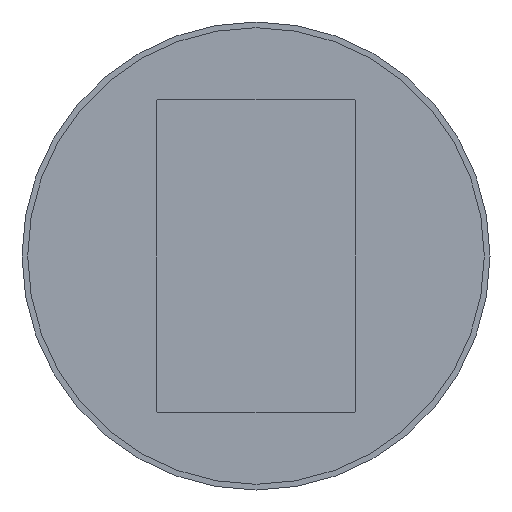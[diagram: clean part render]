
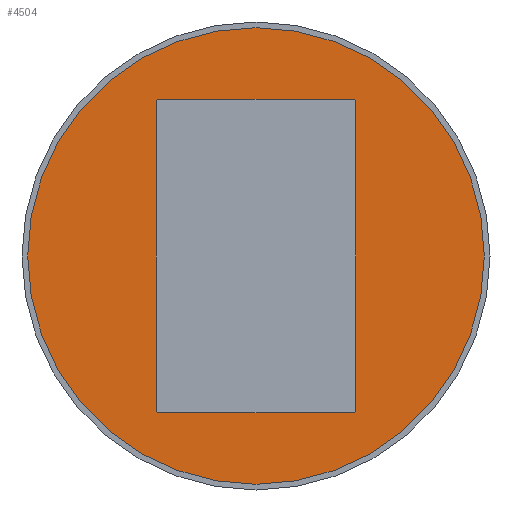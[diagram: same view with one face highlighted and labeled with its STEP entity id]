
A CAD part, left-side view. The second image highlights one B-rep face of the part: STEP entity #4504.
In plain terms, the highlighted face is planar.
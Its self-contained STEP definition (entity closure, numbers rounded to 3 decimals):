
#316 = AXIS2_PLACEMENT_3D ( 'NONE', #534, #4059, #7010 ) ;
#481 = DIRECTION ( 'NONE',  ( 0., 0., 1. ) ) ;
#534 = CARTESIAN_POINT ( 'NONE',  ( 0., 0., 0. ) ) ;
#651 = ORIENTED_EDGE ( 'NONE', *, *, #8299, .F. ) ;
#1720 = CIRCLE ( 'NONE', #8824, 40. ) ;
#2333 = CIRCLE ( 'NONE', #316, 40. ) ;
#3478 = CARTESIAN_POINT ( 'NONE',  ( 0., 0., 0. ) ) ;
#3796 = DIRECTION ( 'NONE',  ( 1., 0., 0. ) ) ;
#3889 = CARTESIAN_POINT ( 'NONE',  ( 0., 0., 0. ) ) ;
#3969 = EDGE_LOOP ( 'NONE', ( #6723, #651 ) ) ;
#4059 = DIRECTION ( 'NONE',  ( 0., 0., 1. ) ) ;
#4413 = EDGE_CURVE ( 'NONE', #5920, #4522, #2333, .T. ) ;
#4504 = ADVANCED_FACE ( 'NONE', ( #7103 ), #9228, .F. ) ;
#4522 = VERTEX_POINT ( 'NONE', #6616 ) ;
#4607 = DIRECTION ( 'NONE',  ( 0., 0., 1. ) ) ;
#5264 = AXIS2_PLACEMENT_3D ( 'NONE', #3478, #481, #6436 ) ;
#5920 = VERTEX_POINT ( 'NONE', #6416 ) ;
#6416 = CARTESIAN_POINT ( 'NONE',  ( -40., 0., 0. ) ) ;
#6436 = DIRECTION ( 'NONE',  ( 1., 0., 0. ) ) ;
#6616 = CARTESIAN_POINT ( 'NONE',  ( 40., 0., 0. ) ) ;
#6723 = ORIENTED_EDGE ( 'NONE', *, *, #4413, .F. ) ;
#7010 = DIRECTION ( 'NONE',  ( 1., 0., 0. ) ) ;
#7103 = FACE_OUTER_BOUND ( 'NONE', #3969, .T. ) ;
#8299 = EDGE_CURVE ( 'NONE', #4522, #5920, #1720, .T. ) ;
#8824 = AXIS2_PLACEMENT_3D ( 'NONE', #3889, #4607, #3796 ) ;
#9228 = PLANE ( 'NONE',  #5264 ) ;
